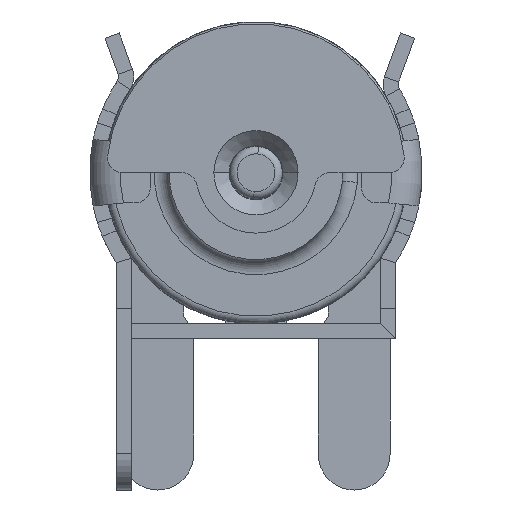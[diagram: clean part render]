
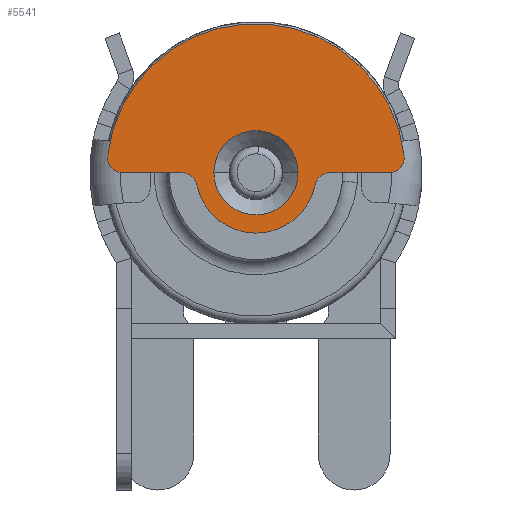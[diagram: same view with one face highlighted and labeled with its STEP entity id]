
A CAD part, front view. The second image highlights one B-rep face of the part: STEP entity #5541.
In plain terms, the highlighted planar face has unit normal (0, -1, 0).
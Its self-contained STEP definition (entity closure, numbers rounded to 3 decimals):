
#1900=DIRECTION('',(-1.,0.,0.));
#1901=VECTOR('',#1900,0.784);
#1902=CARTESIAN_POINT('',(18.404,-2.15,1.048));
#1903=LINE('',#1902,#1901);
#1928=DIRECTION('',(-1.,0.,0.));
#1929=VECTOR('',#1928,0.784);
#1930=CARTESIAN_POINT('',(15.66,-2.15,1.048));
#1931=LINE('',#1930,#1929);
#1968=CARTESIAN_POINT('',(17.62,-2.15,0.848));
#1969=DIRECTION('',(0.,-1.,0.));
#1970=DIRECTION('',(0.,0.,1.));
#1971=AXIS2_PLACEMENT_3D('',#1968,#1969,#1970);
#1973=CARTESIAN_POINT('',(16.64,-2.15,1.048));
#1974=DIRECTION('',(0.,1.,0.));
#1975=DIRECTION('',(0.98,0.,-0.2));
#1976=AXIS2_PLACEMENT_3D('',#1973,#1974,#1975);
#1978=CARTESIAN_POINT('',(15.66,-2.15,0.848));
#1979=DIRECTION('',(0.,-1.,0.));
#1980=DIRECTION('',(0.98,0.,0.2));
#1981=AXIS2_PLACEMENT_3D('',#1978,#1979,#1980);
#1983=CARTESIAN_POINT('',(14.876,-2.15,1.248));
#1984=DIRECTION('',(0.,1.,0.));
#1985=DIRECTION('',(0.,0.,-1.));
#1986=AXIS2_PLACEMENT_3D('',#1983,#1984,#1985);
#1988=CARTESIAN_POINT('',(16.64,-2.15,1.048));
#1989=DIRECTION('',(0.,1.,0.));
#1990=DIRECTION('',(-0.994,0.,0.113));
#1991=AXIS2_PLACEMENT_3D('',#1988,#1989,#1990);
#1993=CARTESIAN_POINT('',(18.404,-2.15,1.248));
#1994=DIRECTION('',(0.,1.,0.));
#1995=DIRECTION('',(0.994,0.,0.113));
#1996=AXIS2_PLACEMENT_3D('',#1993,#1994,#1995);
#1998=CARTESIAN_POINT('',(16.64,-2.15,1.048));
#1999=DIRECTION('',(0.,-1.,0.));
#2000=DIRECTION('',(-1.,0.,0.));
#2001=AXIS2_PLACEMENT_3D('',#1998,#1999,#2000);
#2003=CARTESIAN_POINT('',(16.64,-2.15,1.048));
#2004=DIRECTION('',(0.,-1.,0.));
#2005=DIRECTION('',(1.,0.,0.));
#2006=AXIS2_PLACEMENT_3D('',#2003,#2004,#2005);
#2148=CARTESIAN_POINT('',(18.404,-2.15,1.048));
#2149=CARTESIAN_POINT('',(17.62,-2.15,1.048));
#2150=VERTEX_POINT('',#2148);
#2151=VERTEX_POINT('',#2149);
#2152=CARTESIAN_POINT('',(18.602,-2.15,1.271));
#2153=VERTEX_POINT('',#2152);
#2154=CARTESIAN_POINT('',(14.678,-2.15,1.271));
#2155=VERTEX_POINT('',#2154);
#2156=CARTESIAN_POINT('',(14.876,-2.15,1.048));
#2157=VERTEX_POINT('',#2156);
#2158=CARTESIAN_POINT('',(15.66,-2.15,1.048));
#2159=VERTEX_POINT('',#2158);
#2160=CARTESIAN_POINT('',(15.856,-2.15,0.888));
#2161=VERTEX_POINT('',#2160);
#2162=CARTESIAN_POINT('',(17.424,-2.15,0.888));
#2163=VERTEX_POINT('',#2162);
#2164=CARTESIAN_POINT('',(16.082,-2.15,1.048));
#2165=CARTESIAN_POINT('',(17.197,-2.15,1.048));
#2166=VERTEX_POINT('',#2164);
#2167=VERTEX_POINT('',#2165);
#5518=CARTESIAN_POINT('',(16.64,-2.15,1.636));
#5519=DIRECTION('',(0.,1.,0.));
#5520=DIRECTION('',(-1.,0.,0.));
#5521=AXIS2_PLACEMENT_3D('',#5518,#5519,#5520);
#5522=PLANE('',#5521);
#5523=ORIENTED_EDGE('',*,*,#5403,.T.);
#5524=ORIENTED_EDGE('',*,*,#5422,.T.);
#5525=ORIENTED_EDGE('',*,*,#5436,.T.);
#5526=ORIENTED_EDGE('',*,*,#5450,.T.);
#5527=ORIENTED_EDGE('',*,*,#5468,.T.);
#5529=ORIENTED_EDGE('',*,*,#5528,.T.);
#5531=ORIENTED_EDGE('',*,*,#5530,.T.);
#5532=ORIENTED_EDGE('',*,*,#5509,.T.);
#5533=EDGE_LOOP('',(#5523,#5524,#5525,#5526,#5527,#5529,#5531,#5532));
#5534=FACE_OUTER_BOUND('',#5533,.F.);
#5536=ORIENTED_EDGE('',*,*,#5535,.T.);
#5538=ORIENTED_EDGE('',*,*,#5537,.T.);
#5539=EDGE_LOOP('',(#5536,#5538));
#5540=FACE_BOUND('',#5539,.F.);
#1972=CIRCLE('',#1971,0.2);
#1977=CIRCLE('',#1976,0.8);
#1982=CIRCLE('',#1981,0.2);
#1987=CIRCLE('',#1986,0.2);
#1992=CIRCLE('',#1991,1.975);
#1997=CIRCLE('',#1996,0.2);
#2002=CIRCLE('',#2001,0.557);
#2007=CIRCLE('',#2006,0.557);
#5403=EDGE_CURVE('',#2150,#2151,#1903,.T.);
#5422=EDGE_CURVE('',#2151,#2163,#1972,.T.);
#5436=EDGE_CURVE('',#2163,#2161,#1977,.T.);
#5450=EDGE_CURVE('',#2161,#2159,#1982,.T.);
#5468=EDGE_CURVE('',#2159,#2157,#1931,.T.);
#5509=EDGE_CURVE('',#2153,#2150,#1997,.T.);
#5528=EDGE_CURVE('',#2157,#2155,#1987,.T.);
#5530=EDGE_CURVE('',#2155,#2153,#1992,.T.);
#5535=EDGE_CURVE('',#2166,#2167,#2002,.T.);
#5537=EDGE_CURVE('',#2167,#2166,#2007,.T.);
#5541=ADVANCED_FACE('',(#5534,#5540),#5522,.F.);
